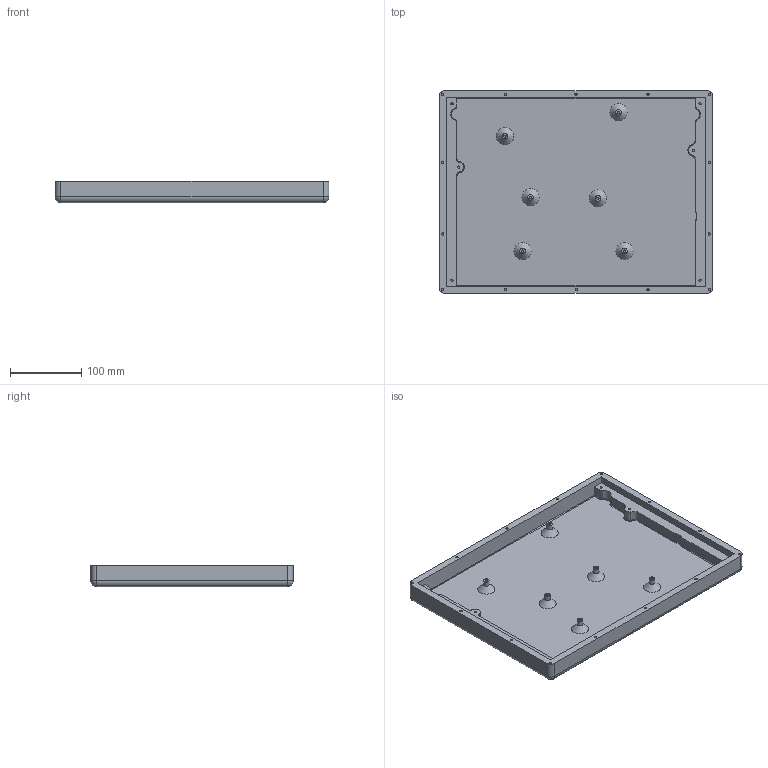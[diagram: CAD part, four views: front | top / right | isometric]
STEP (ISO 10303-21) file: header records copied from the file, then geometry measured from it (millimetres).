
FILE_DESCRIPTION(('FreeCAD Model'),'2;1');
FILE_NAME('Open CASCADE Shape Model','2021-09-29T21:53:05',('Author'),( ''),'Open CASCADE STEP processor 7.4','FreeCAD','Unknown');
FILE_SCHEMA(('AUTOMOTIVE_DESIGN { 1 0 10303 214 1 1 1 1 }'));
Length unit declared in the file: millimetre
Products named in the file (1): Fillet001
Bounding box: 384 x 284 x 30 mm (x, y, z)
Volume: 971742 mm3; surface area: 288877.1 mm2
Topology: 1 solids, 1 shells, 183 faces, 396 edges, 240 vertices
Faces by surface type: cylinder 95, plane 57, torus 14, sphere 7, cone 6, bspline 4
Full cylindrical faces by diameter (mm): 3.2 x18, 8 x6
Entity records: 12020 total; most frequent: CARTESIAN_POINT 4069, DIRECTION 1544, ORIENTED_EDGE 776, PCURVE 776, DEFINITIONAL_REPRESENTATION 776, LINE 692, VECTOR 692, AXIS2_PLACEMENT_3D 390
